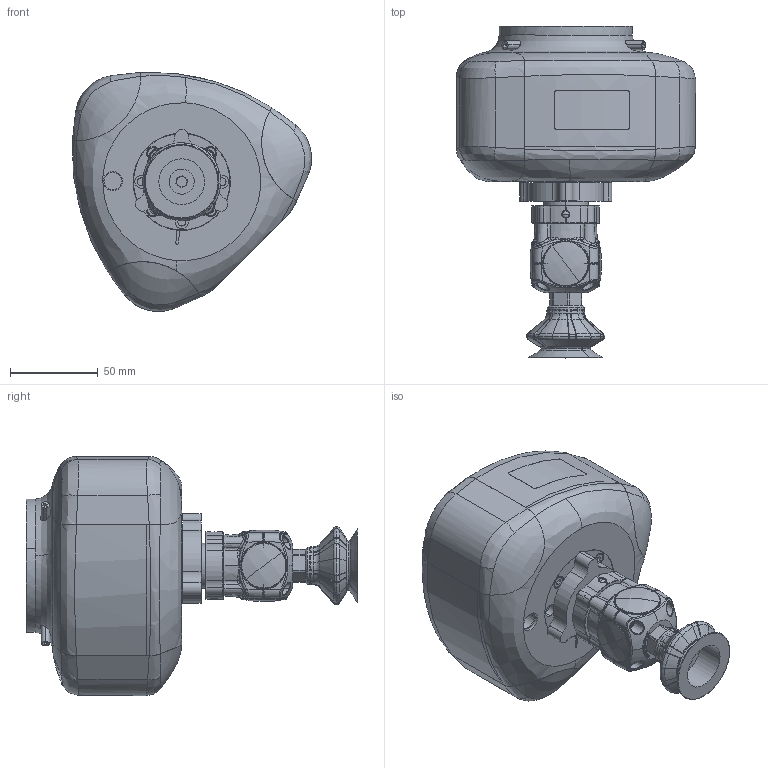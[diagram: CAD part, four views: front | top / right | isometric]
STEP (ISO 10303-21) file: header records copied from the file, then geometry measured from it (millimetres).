
FILE_DESCRIPTION(('STEP AP203'),'1');
FILE_NAME('10_03_01_00504.stp','2022-10-28T10:30:22',('TraceParts'),('TraceParts S.A.'),'Spatial InterOp 3D',' ',' ');
FILE_SCHEMA(('CONFIG_CONTROL_DESIGN'));
Length unit declared in the file: millimetre
Products named in the file (1): 1
Bounding box: 136.28 x 189.1 x 136.28 mm (x, y, z)
Volume: 1044730 mm3; surface area: 193238.5 mm2
Topology: 52 solids, 53 shells, 4188 faces, 10338 edges, 6351 vertices
Faces by surface type: plane 1158, bspline 1157, cylinder 965, torus 476, cone 312, sphere 120
Entity records: 177454 total; most frequent: CARTESIAN_POINT 85768, ORIENTED_EDGE 20432, DIRECTION 17109, EDGE_CURVE 10216, AXIS2_PLACEMENT_3D 6604, VERTEX_POINT 6351, EDGE_LOOP 4521, ADVANCED_FACE 4188
